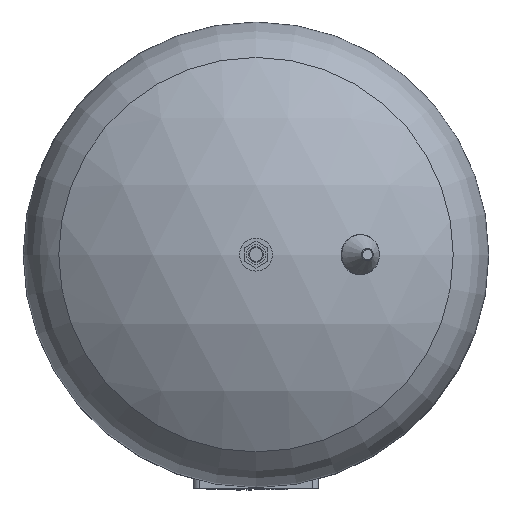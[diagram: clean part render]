
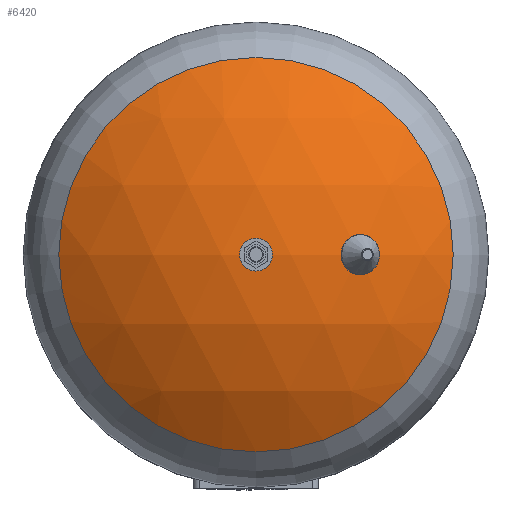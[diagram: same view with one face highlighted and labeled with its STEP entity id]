
A CAD part, top view. The second image highlights one B-rep face of the part: STEP entity #6420.
In plain terms, the highlighted spherical face has radius 354.5 mm.
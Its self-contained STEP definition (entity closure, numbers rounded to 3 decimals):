
#17=SPHERICAL_SURFACE($,#7048,354.5);
#1648=FACE_OUTER_BOUND($,#2091,.T.);
#2091=EDGE_LOOP($,(#5218));
#2541=CIRCLE($,#7049,203.326);
#3056=VERTEX_POINT($,#10546);
#3819=EDGE_CURVE($,#3056,#3056,#2541,.T.);
#5218=ORIENTED_EDGE($,*,*,#3819,.F.);
#6420=ADVANCED_FACE($,(#1648),#17,.T.);
#7048=AXIS2_PLACEMENT_3D($,#10545,#8522,#8523);
#7049=AXIS2_PLACEMENT_3D($,#10547,#8524,#8525);
#8522=DIRECTION('center_axis',(0.,1.,0.));
#8523=DIRECTION('ref_axis',(1.,0.,0.));
#8524=DIRECTION('center_axis',(0.,0.,
-1.));
#8525=DIRECTION('ref_axis',(-1.,0.,0.));
#10545=CARTESIAN_POINT('Origin',(0.,0.,
351.5));
#10546=CARTESIAN_POINT('',(-203.326,0.,641.894));
#10547=CARTESIAN_POINT('Origin',(0.,0.,
641.894));
